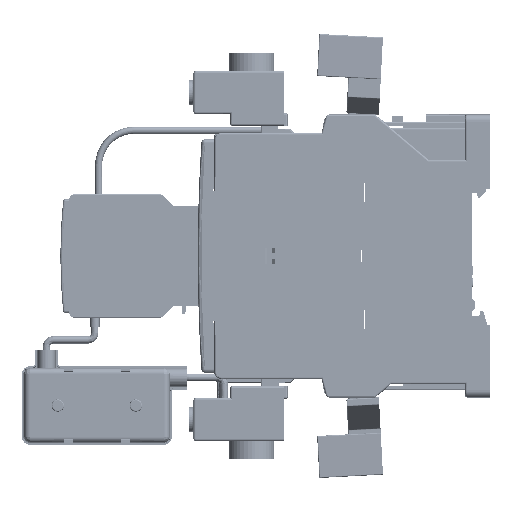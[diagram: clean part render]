
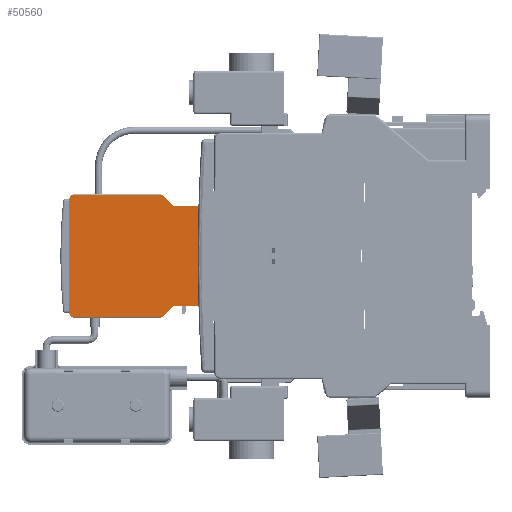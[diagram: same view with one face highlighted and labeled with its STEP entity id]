
A CAD part, left-side view. The second image highlights one B-rep face of the part: STEP entity #50560.
In plain terms, the highlighted planar face has unit normal (-1, 0, 0).
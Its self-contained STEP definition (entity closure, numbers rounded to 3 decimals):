
#406 = EDGE_CURVE ( 'NONE', #17288, #19238, #314859, .T. ) ;
#446 = EDGE_CURVE ( 'NONE', #19221, #17214, #315164, .T. ) ;
#488 = EDGE_CURVE ( 'NONE', #19230, #17253, #315429, .T. ) ;
#17194 = VERTEX_POINT ( 'NONE', #143737 ) ;
#17214 = VERTEX_POINT ( 'NONE', #143712 ) ;
#17234 = VERTEX_POINT ( 'NONE', #143844 ) ;
#17253 = VERTEX_POINT ( 'NONE', #143704 ) ;
#17288 = VERTEX_POINT ( 'NONE', #143874 ) ;
#17371 = VERTEX_POINT ( 'NONE', #143834 ) ;
#17424 = VERTEX_POINT ( 'NONE', #144131 ) ;
#17538 = VERTEX_POINT ( 'NONE', #144129 ) ;
#18976 = VERTEX_POINT ( 'NONE', #145195 ) ;
#19145 = VERTEX_POINT ( 'NONE', #145631 ) ;
#19221 = VERTEX_POINT ( 'NONE', #145463 ) ;
#19230 = VERTEX_POINT ( 'NONE', #145705 ) ;
#19238 = VERTEX_POINT ( 'NONE', #145582 ) ;
#19373 = VERTEX_POINT ( 'NONE', #145569 ) ;
#49948 = EDGE_CURVE ( 'NONE', #73340, #19238, #235561, .T. ) ;
#49965 = EDGE_CURVE ( 'NONE', #73258, #19230, #235636, .T. ) ;
#50560 = ADVANCED_FACE ( 'NONE', ( #210832 ), #210709, .T. ) ;
#60817 = EDGE_CURVE ( 'NONE', #73258, #73340, #260137, .T. ) ;
#73258 = VERTEX_POINT ( 'NONE', #307133 ) ;
#73340 = VERTEX_POINT ( 'NONE', #307180 ) ;
#104541 = AXIS2_PLACEMENT_3D ( 'NONE', #113594, #113510, #113542 ) ;
#104620 = CIRCLE ( 'NONE', #104541, 0.2 ) ;
#104722 = CIRCLE ( 'NONE', #104843, 1.5 ) ;
#104825 = CIRCLE ( 'NONE', #104831, 1.5 ) ;
#104831 = AXIS2_PLACEMENT_3D ( 'NONE', #114460, #114438, #114401 ) ;
#104843 = AXIS2_PLACEMENT_3D ( 'NONE', #113854, #113875, #113917 ) ;
#104881 = AXIS2_PLACEMENT_3D ( 'NONE', #114133, #113994, #114137 ) ;
#105054 = CIRCLE ( 'NONE', #104881, 0.2 ) ;
#113510 = DIRECTION ( 'NONE',  ( 1., 0., 0. ) ) ;
#113542 = DIRECTION ( 'NONE',  ( 0., 1., 0. ) ) ;
#113594 = CARTESIAN_POINT ( 'NONE',  ( -19.701, 82.395, -50.305 ) ) ;
#113854 = CARTESIAN_POINT ( 'NONE',  ( -19.701, 93.495, -24.005 ) ) ;
#113875 = DIRECTION ( 'NONE',  ( 1., 0., 0. ) ) ;
#113917 = DIRECTION ( 'NONE',  ( 0., 0., 1. ) ) ;
#113994 = DIRECTION ( 'NONE',  ( 1., 0., 0. ) ) ;
#114133 = CARTESIAN_POINT ( 'NONE',  ( -19.701, 82.395, -29.705 ) ) ;
#114137 = DIRECTION ( 'NONE',  ( 0., -1., 0. ) ) ;
#114401 = DIRECTION ( 'NONE',  ( 0., 0., 1. ) ) ;
#114438 = DIRECTION ( 'NONE',  ( 1., 0., 0. ) ) ;
#114460 = CARTESIAN_POINT ( 'NONE',  ( -19.701, 93.495, -56.005 ) ) ;
#122564 = EDGE_CURVE ( 'NONE', #17234, #17538, #104620, .T. ) ;
#122750 = EDGE_CURVE ( 'NONE', #17288, #17214, #104722, .T. ) ;
#122865 = EDGE_CURVE ( 'NONE', #17424, #17371, #105054, .T. ) ;
#123001 = EDGE_CURVE ( 'NONE', #17194, #17253, #104825, .T. ) ;
#143704 = CARTESIAN_POINT ( 'NONE',  ( -19.701, 92.595, -57.205 ) ) ;
#143712 = CARTESIAN_POINT ( 'NONE',  ( -19.701, 92.434, -22.944 ) ) ;
#143737 = CARTESIAN_POINT ( 'NONE',  ( -19.701, 92.434, -57.066 ) ) ;
#143800 = VECTOR ( 'NONE', #315145, 1000. ) ;
#143834 = CARTESIAN_POINT ( 'NONE',  ( -19.701, 82.395, -29.505 ) ) ;
#143844 = CARTESIAN_POINT ( 'NONE',  ( -19.701, 82.395, -50.505 ) ) ;
#143874 = CARTESIAN_POINT ( 'NONE',  ( -19.701, 92.595, -22.805 ) ) ;
#144038 = VECTOR ( 'NONE', #315435, 1000. ) ;
#144129 = CARTESIAN_POINT ( 'NONE',  ( -19.701, 82.595, -50.305 ) ) ;
#144131 = CARTESIAN_POINT ( 'NONE',  ( -19.701, 82.595, -29.705 ) ) ;
#145195 = CARTESIAN_POINT ( 'NONE',  ( -19.701, 82.395, -26.005 ) ) ;
#145463 = CARTESIAN_POINT ( 'NONE',  ( -19.701, 89.374, -26.005 ) ) ;
#145569 = CARTESIAN_POINT ( 'NONE',  ( -19.701, 89.374, -54.005 ) ) ;
#145582 = CARTESIAN_POINT ( 'NONE',  ( -19.701, 118.295, -22.805 ) ) ;
#145631 = CARTESIAN_POINT ( 'NONE',  ( -19.701, 82.395, -54.005 ) ) ;
#145705 = CARTESIAN_POINT ( 'NONE',  ( -19.701, 118.295, -57.205 ) ) ;
#177224 = EDGE_LOOP ( 'NONE', ( #237612, #237618, #237551, #237541, #237571, #237579, #237619, #237573, #237610, #237584, #237567, #237586, #237595, #237599, #237540, #237506 ) ) ;
#197994 = VECTOR ( 'NONE', #314878, 1000. ) ;
#204990 = DIRECTION ( 'NONE',  ( 0., 1., 0. ) ) ;
#205062 = CARTESIAN_POINT ( 'NONE',  ( -19.701, 117.395, -24.005 ) ) ;
#205106 = DIRECTION ( 'NONE',  ( 1., 0., 0. ) ) ;
#205181 = CARTESIAN_POINT ( 'NONE',  ( -19.701, 117.395, -56.005 ) ) ;
#205215 = DIRECTION ( 'NONE',  ( 0., 1., 0. ) ) ;
#205232 = DIRECTION ( 'NONE',  ( -1., 0., 0. ) ) ;
#210693 = DIRECTION ( 'NONE',  ( -1., 0., 0. ) ) ;
#210709 = PLANE ( 'NONE',  #237023 ) ;
#210760 = CARTESIAN_POINT ( 'NONE',  ( -19.701, 82.595, -22.505 ) ) ;
#210832 = FACE_OUTER_BOUND ( 'NONE', #177224, .T. ) ;
#210834 = DIRECTION ( 'NONE',  ( 0., -1., 0. ) ) ;
#215834 = CARTESIAN_POINT ( 'NONE',  ( -19.701, 82.595, -22.505 ) ) ;
#215840 = LINE ( 'NONE', #215843, #234817 ) ;
#215843 = CARTESIAN_POINT ( 'NONE',  ( -19.701, 92.434, -57.066 ) ) ;
#215847 = LINE ( 'NONE', #215834, #234926 ) ;
#215915 = LINE ( 'NONE', #215958, #235008 ) ;
#215919 = DIRECTION ( 'NONE',  ( 0., -1., 0. ) ) ;
#215955 = DIRECTION ( 'NONE',  ( 0., 0., 1. ) ) ;
#215958 = CARTESIAN_POINT ( 'NONE',  ( -19.701, 82.595, -54.005 ) ) ;
#216000 = LINE ( 'NONE', #216096, #234838 ) ;
#216054 = DIRECTION ( 'NONE',  ( 0., -0.707, 0.707 ) ) ;
#216078 = DIRECTION ( 'NONE',  ( 0., 0., 1. ) ) ;
#216096 = CARTESIAN_POINT ( 'NONE',  ( -19.701, 82.395, -22.505 ) ) ;
#216132 = CARTESIAN_POINT ( 'NONE',  ( -19.701, 82.395, -22.505 ) ) ;
#216220 = LINE ( 'NONE', #216132, #234912 ) ;
#216291 = DIRECTION ( 'NONE',  ( 0., 0., 1. ) ) ;
#216647 = DIRECTION ( 'NONE',  ( 0., 1., 0. ) ) ;
#216755 = CARTESIAN_POINT ( 'NONE',  ( -19.701, 82.595, -26.005 ) ) ;
#216771 = LINE ( 'NONE', #216755, #234874 ) ;
#234817 = VECTOR ( 'NONE', #216054, 1000. ) ;
#234838 = VECTOR ( 'NONE', #216078, 1000. ) ;
#234874 = VECTOR ( 'NONE', #216647, 1000. ) ;
#234912 = VECTOR ( 'NONE', #216291, 1000. ) ;
#234926 = VECTOR ( 'NONE', #215955, 1000. ) ;
#235008 = VECTOR ( 'NONE', #215919, 1000. ) ;
#235536 = AXIS2_PLACEMENT_3D ( 'NONE', #205062, #205106, #204990 ) ;
#235561 = CIRCLE ( 'NONE', #235536, 1.5 ) ;
#235636 = CIRCLE ( 'NONE', #235824, 1.5 ) ;
#235824 = AXIS2_PLACEMENT_3D ( 'NONE', #205181, #205232, #205215 ) ;
#237023 = AXIS2_PLACEMENT_3D ( 'NONE', #210760, #210693, #210834 ) ;
#237506 = ORIENTED_EDGE ( 'NONE', *, *, #60817, .F. ) ;
#237540 = ORIENTED_EDGE ( 'NONE', *, *, #49948, .F. ) ;
#237541 = ORIENTED_EDGE ( 'NONE', *, *, #268322, .T. ) ;
#237551 = ORIENTED_EDGE ( 'NONE', *, *, #123001, .F. ) ;
#237567 = ORIENTED_EDGE ( 'NONE', *, *, #268620, .T. ) ;
#237571 = ORIENTED_EDGE ( 'NONE', *, *, #268303, .T. ) ;
#237573 = ORIENTED_EDGE ( 'NONE', *, *, #268295, .T. ) ;
#237579 = ORIENTED_EDGE ( 'NONE', *, *, #268406, .T. ) ;
#237584 = ORIENTED_EDGE ( 'NONE', *, *, #268367, .T. ) ;
#237586 = ORIENTED_EDGE ( 'NONE', *, *, #446, .T. ) ;
#237595 = ORIENTED_EDGE ( 'NONE', *, *, #122750, .F. ) ;
#237599 = ORIENTED_EDGE ( 'NONE', *, *, #406, .T. ) ;
#237610 = ORIENTED_EDGE ( 'NONE', *, *, #122865, .T. ) ;
#237612 = ORIENTED_EDGE ( 'NONE', *, *, #49965, .T. ) ;
#237618 = ORIENTED_EDGE ( 'NONE', *, *, #488, .T. ) ;
#237619 = ORIENTED_EDGE ( 'NONE', *, *, #122564, .T. ) ;
#250829 = VECTOR ( 'NONE', #260010, 1000. ) ;
#260010 = DIRECTION ( 'NONE',  ( 0., 0., 1. ) ) ;
#260118 = CARTESIAN_POINT ( 'NONE',  ( -19.701, 118.895, -34.755 ) ) ;
#260137 = LINE ( 'NONE', #260118, #250829 ) ;
#268295 = EDGE_CURVE ( 'NONE', #17538, #17424, #215847, .T. ) ;
#268303 = EDGE_CURVE ( 'NONE', #19373, #19145, #215915, .T. ) ;
#268322 = EDGE_CURVE ( 'NONE', #17194, #19373, #215840, .T. ) ;
#268367 = EDGE_CURVE ( 'NONE', #17371, #18976, #216000, .T. ) ;
#268406 = EDGE_CURVE ( 'NONE', #19145, #17234, #216220, .T. ) ;
#268620 = EDGE_CURVE ( 'NONE', #18976, #19221, #216771, .T. ) ;
#307133 = CARTESIAN_POINT ( 'NONE',  ( -19.701, 118.895, -56.005 ) ) ;
#307180 = CARTESIAN_POINT ( 'NONE',  ( -19.701, 118.895, -24.005 ) ) ;
#314859 = LINE ( 'NONE', #314933, #197994 ) ;
#314878 = DIRECTION ( 'NONE',  ( 0., 1., 0. ) ) ;
#314933 = CARTESIAN_POINT ( 'NONE',  ( -19.701, 82.595, -22.805 ) ) ;
#315145 = DIRECTION ( 'NONE',  ( 0., 0.707, 0.707 ) ) ;
#315164 = LINE ( 'NONE', #315221, #143800 ) ;
#315221 = CARTESIAN_POINT ( 'NONE',  ( -19.701, 89.374, -26.005 ) ) ;
#315389 = CARTESIAN_POINT ( 'NONE',  ( -19.701, 82.595, -57.205 ) ) ;
#315429 = LINE ( 'NONE', #315389, #144038 ) ;
#315435 = DIRECTION ( 'NONE',  ( 0., -1., 0. ) ) ;
